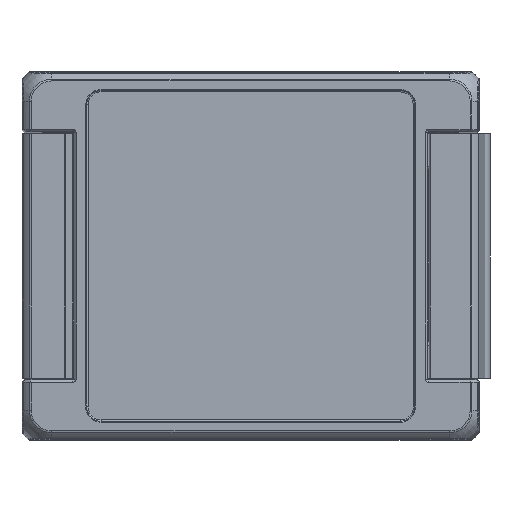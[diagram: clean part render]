
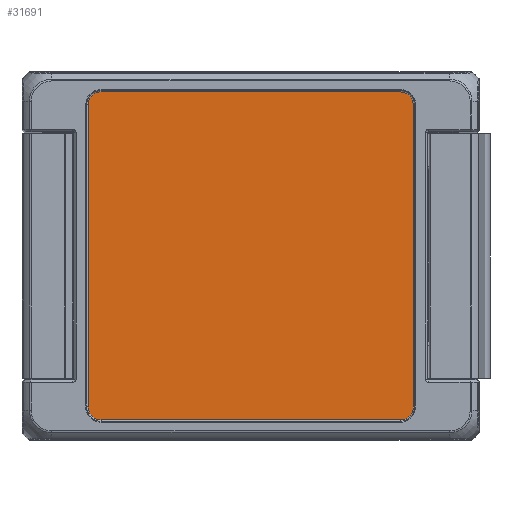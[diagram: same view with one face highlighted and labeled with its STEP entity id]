
A CAD part, top view. The second image highlights one B-rep face of the part: STEP entity #31691.
In plain terms, the highlighted planar face has unit normal (0, 0, 1).
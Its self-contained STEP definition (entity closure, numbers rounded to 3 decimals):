
#733=ELLIPSE('',#34762,4.501,4.5);
#735=ELLIPSE('',#34767,4.501,4.5);
#737=ELLIPSE('',#34772,4.501,4.5);
#738=ELLIPSE('',#34775,4.501,4.5);
#4094=FACE_OUTER_BOUND('',#6055,.T.);
#6055=EDGE_LOOP('',(#24737,#24738,#24739,#24740,#24741,#24742,#24743,#24744));
#9338=LINE('',#98985,#11182);
#9341=LINE('',#99039,#11185);
#9343=LINE('',#99090,#11187);
#9345=LINE('',#99141,#11189);
#11182=VECTOR('',#41187,10.);
#11185=VECTOR('',#41202,10.);
#11187=VECTOR('',#41214,10.);
#11189=VECTOR('',#41226,10.);
#13658=VERTEX_POINT('',#98982);
#13659=VERTEX_POINT('',#98984);
#13661=VERTEX_POINT('',#99029);
#13663=VERTEX_POINT('',#99035);
#13665=VERTEX_POINT('',#99080);
#13667=VERTEX_POINT('',#99086);
#13669=VERTEX_POINT('',#99131);
#13671=VERTEX_POINT('',#99137);
#17508=EDGE_CURVE('',#13658,#13659,#9338,.T.);
#17513=EDGE_CURVE('',#13659,#13661,#733,.T.);
#17516=EDGE_CURVE('',#13661,#13663,#9341,.T.);
#17519=EDGE_CURVE('',#13663,#13665,#735,.T.);
#17522=EDGE_CURVE('',#13665,#13667,#9343,.T.);
#17525=EDGE_CURVE('',#13667,#13669,#737,.T.);
#17528=EDGE_CURVE('',#13669,#13671,#9345,.T.);
#17529=EDGE_CURVE('',#13671,#13658,#738,.T.);
#24737=ORIENTED_EDGE('',*,*,#17508,.F.);
#24738=ORIENTED_EDGE('',*,*,#17529,.F.);
#24739=ORIENTED_EDGE('',*,*,#17528,.F.);
#24740=ORIENTED_EDGE('',*,*,#17525,.F.);
#24741=ORIENTED_EDGE('',*,*,#17522,.F.);
#24742=ORIENTED_EDGE('',*,*,#17519,.F.);
#24743=ORIENTED_EDGE('',*,*,#17516,.F.);
#24744=ORIENTED_EDGE('',*,*,#17513,.F.);
#28506=PLANE('',#34783);
#31691=ADVANCED_FACE('',(#4094),#28506,.F.);
#34762=AXIS2_PLACEMENT_3D('',#99033,#41195,#41196);
#34767=AXIS2_PLACEMENT_3D('',#99084,#41207,#41208);
#34772=AXIS2_PLACEMENT_3D('',#99135,#41219,#41220);
#34775=AXIS2_PLACEMENT_3D('',#99182,#41227,#41228);
#34783=AXIS2_PLACEMENT_3D('',#99202,#41250,#41251);
#41187=DIRECTION('',(0.,1.,0.));
#41195=DIRECTION('center_axis',(0.,0.,-1.));
#41196=DIRECTION('ref_axis',(-0.707,0.707,0.));
#41202=DIRECTION('',(1.,0.,0.));
#41207=DIRECTION('center_axis',(0.,0.,-1.));
#41208=DIRECTION('ref_axis',(0.707,0.707,0.));
#41214=DIRECTION('',(0.,-1.,0.));
#41219=DIRECTION('center_axis',(0.,0.,-1.));
#41220=DIRECTION('ref_axis',(0.707,-0.707,0.));
#41226=DIRECTION('',(-1.,0.,0.));
#41227=DIRECTION('center_axis',(0.,0.,-1.));
#41228=DIRECTION('ref_axis',(-0.707,-0.707,0.));
#41250=DIRECTION('center_axis',(0.,0.,-1.));
#41251=DIRECTION('ref_axis',(-1.,0.,0.));
#98982=CARTESIAN_POINT('',(-56.509,-52.509,18.));
#98984=CARTESIAN_POINT('',(-56.509,52.509,18.));
#98985=CARTESIAN_POINT('',(-56.509,-28.75,18.));
#99029=CARTESIAN_POINT('',(-52.009,57.009,18.));
#99033=CARTESIAN_POINT('Origin',(-52.008,52.508,18.));
#99035=CARTESIAN_POINT('',(52.009,57.009,18.));
#99039=CARTESIAN_POINT('',(-28.5,57.009,18.));
#99080=CARTESIAN_POINT('',(56.509,52.509,18.));
#99084=CARTESIAN_POINT('Origin',(52.008,52.508,18.));
#99086=CARTESIAN_POINT('',(56.509,-52.509,18.));
#99090=CARTESIAN_POINT('',(56.509,28.75,18.));
#99131=CARTESIAN_POINT('',(52.009,-57.009,18.));
#99135=CARTESIAN_POINT('Origin',(52.008,-52.508,18.));
#99137=CARTESIAN_POINT('',(-52.009,-57.009,18.));
#99141=CARTESIAN_POINT('',(28.5,-57.009,18.));
#99182=CARTESIAN_POINT('Origin',(-52.008,-52.508,18.));
#99202=CARTESIAN_POINT('Origin',(0.,0.,18.));
